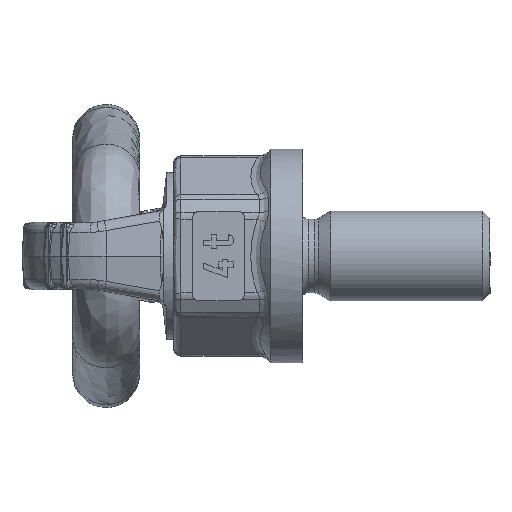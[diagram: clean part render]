
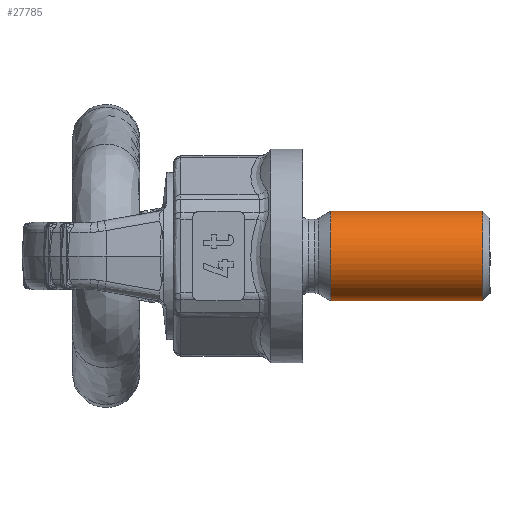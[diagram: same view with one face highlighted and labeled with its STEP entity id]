
A CAD part, front view. The second image highlights one B-rep face of the part: STEP entity #27785.
In plain terms, the highlighted free-form (B-spline) face has degree [2, 1] with [7, 2] control points.
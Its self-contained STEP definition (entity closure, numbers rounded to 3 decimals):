
#27706=CARTESIAN_POINT('V5050',(55.0,0.0,12.0));
#27707=VERTEX_POINT('V5050',#27706);
#27713=CARTESIAN_POINT('E2649',(55.0,0.0,12.0));
#27714=CARTESIAN_POINT('E2649',(55.0,20.785,12.0));
#27715=CARTESIAN_POINT('E2649',(55.0,10.392,-6.0));
#27716=CARTESIAN_POINT('E2649',(55.0,0.,-24.0));
#27717=CARTESIAN_POINT('E2649',(55.0,-10.392,-6.0));
#27718=CARTESIAN_POINT('E2649',(55.0,-20.785,12.0));
#27719=CARTESIAN_POINT('E2649',(55.0,0.0,12.0));
#27727=(BOUNDED_CURVE()B_SPLINE_CURVE(2,(#27713,#27714,#27715,
   #27716,#27717,#27718,#27719),.CIRCULAR_ARC.,.T.,.U.)
   B_SPLINE_CURVE_WITH_KNOTS((3,2,2,3),(0.0,13.472,
   26.944,40.417),.UNSPECIFIED.)CURVE()
   GEOMETRIC_REPRESENTATION_ITEM()RATIONAL_B_SPLINE_CURVE((1.0,
   0.5,1.0,0.5,1.0,0.5,1.0)
   )REPRESENTATION_ITEM('E2649'));
#27728=EDGE_CURVE('E2649',#27707,#27707,#27727,.T.);
#27735=CARTESIAN_POINT('F537',(55.0,0.0,12.0));
#27736=CARTESIAN_POINT('F537',(55.0,-20.785,12.0));
#27737=CARTESIAN_POINT('F537',(55.0,-10.392,-6.0));
#27738=CARTESIAN_POINT('F537',(55.0,0.,-24.0));
#27739=CARTESIAN_POINT('F537',(55.0,10.392,-6.0));
#27740=CARTESIAN_POINT('F537',(55.0,20.785,12.0));
#27741=CARTESIAN_POINT('F537',(55.0,0.0,12.0));
#27742=CARTESIAN_POINT('F537',(14.5,0.0,12.0));
#27743=CARTESIAN_POINT('F537',(14.5,
   -20.785,12.0));
#27744=CARTESIAN_POINT('F537',(14.5,
   -10.392,-6.0));
#27745=CARTESIAN_POINT('F537',(14.5,0.,
   -24.0));
#27746=CARTESIAN_POINT('F537',(14.5,10.392,
   -6.0));
#27747=CARTESIAN_POINT('F537',(14.5,20.785,
   12.0));
#27748=CARTESIAN_POINT('F537',(14.5,0.0,12.0));
#27756=(BOUNDED_SURFACE()B_SPLINE_SURFACE(2,1,((#27735,#27742),(
   #27736,#27743),(#27737,#27744),(#27738,#27745),(#27739,
   #27746),(#27740,#27747),(#27741,#27748)),.CYLINDRICAL_SURF.,
   .T.,.F.,.U.)B_SPLINE_SURFACE_WITH_KNOTS((3,2,2,3),(2,2),(0.0,
   1.026,2.053,3.079),(0.0,1.0),
   .UNSPECIFIED.)GEOMETRIC_REPRESENTATION_ITEM()
   RATIONAL_B_SPLINE_SURFACE(((1.0,1.0),(0.5,
   0.5),(1.0,1.0),(0.5,
   0.5),(1.0,1.0),(0.5,
   0.5),(1.0,1.0)))REPRESENTATION_ITEM('F537')
   SURFACE());
#27757=CARTESIAN_POINT('V5051',(14.5,0.0,12.0));
#27758=VERTEX_POINT('V5051',#27757);
#27759=CARTESIAN_POINT('E2650',(14.5,0.0,12.0));
#27760=CARTESIAN_POINT('E2650',(55.0,0.0,12.0));
#27761=QUASI_UNIFORM_CURVE('E2650',1,(#27759,#27760),.POLYLINE_FORM.,
   .F.,.U.);
#27762=EDGE_CURVE('E2650',#27758,#27707,#27761,.T.);
#27763=ORIENTED_EDGE('E2650',*,*,#27762,.F.);
#27764=CARTESIAN_POINT('E2653',(14.5,0.0,12.0));
#27765=CARTESIAN_POINT('E2653',(14.5,
   20.785,12.0));
#27766=CARTESIAN_POINT('E2653',(14.5,
   10.392,-6.0));
#27767=CARTESIAN_POINT('E2653',(14.5,0.,
   -24.0));
#27768=CARTESIAN_POINT('E2653',(14.5,
   -10.392,-6.0));
#27769=CARTESIAN_POINT('E2653',(14.5,
   -20.785,12.0));
#27770=CARTESIAN_POINT('E2653',(14.5,0.0,12.0));
#27778=(BOUNDED_CURVE()B_SPLINE_CURVE(2,(#27764,#27765,#27766,
   #27767,#27768,#27769,#27770),.CIRCULAR_ARC.,.T.,.U.)
   B_SPLINE_CURVE_WITH_KNOTS((3,2,2,3),(0.0,1.026,
   2.053,3.079),.UNSPECIFIED.)CURVE()
   GEOMETRIC_REPRESENTATION_ITEM()RATIONAL_B_SPLINE_CURVE((1.0,
   0.5,1.0,0.5,1.0,0.5,1.0)
   )REPRESENTATION_ITEM('E2653'));
#27779=EDGE_CURVE('E2653',#27758,#27758,#27778,.T.);
#27780=ORIENTED_EDGE('E2653',*,*,#27779,.F.);
#27781=ORIENTED_EDGE('E2650',*,*,#27762,.T.);
#27782=ORIENTED_EDGE('E2649',*,*,#27728,.T.);
#27783=EDGE_LOOP('F537',(#27763,#27780,#27781,#27782));
#27784=FACE_OUTER_BOUND('F537',#27783,.T.);
#27785=ADVANCED_FACE('F537',(#27784),#27756,.F.);
